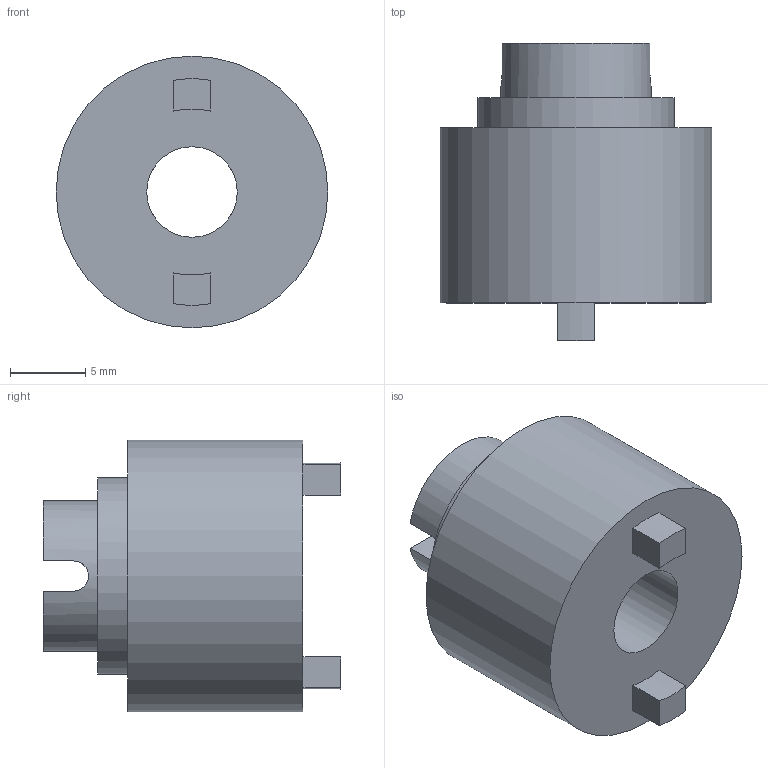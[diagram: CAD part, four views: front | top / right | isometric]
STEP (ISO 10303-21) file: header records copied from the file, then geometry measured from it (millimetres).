
FILE_DESCRIPTION(/* description */ (''),/* implementation_level */ '2;1');
FILE_NAME(/* name */ 'TOK_TLE1-618-5W v1.step',/* time_stamp */ '2021-11-10T16:07:55-05:00',/* author */ (''),/* organization */ (''),/* preprocessor_version */ 'ST-DEVELOPER v18.1',/* originating_system */ 'Autodesk Translation Framework v10.10.0.1391',/* authorisation */ '');
FILE_SCHEMA (('AUTOMOTIVE_DESIGN { 1 0 10303 214 3 1 1 }'));
Length unit declared in the file: millimetre
Products named in the file (1): TOK_TLE1-618-5W
Bounding box: 18 x 19.7 x 18 mm (x, y, z)
Volume: 3015.9 mm3; surface area: 1671.1 mm2
Topology: 1 solids, 1 shells, 25 faces, 60 edges, 40 vertices
Faces by surface type: plane 15, cylinder 10
Full cylindrical faces by diameter (mm): 6 x1, 10 x1, 13 x1, 18 x1
Entity records: 827 total; most frequent: CARTESIAN_POINT 196, DIRECTION 124, ORIENTED_EDGE 120, EDGE_CURVE 60, AXIS2_PLACEMENT_3D 44, VERTEX_POINT 40, LINE 36, VECTOR 36
